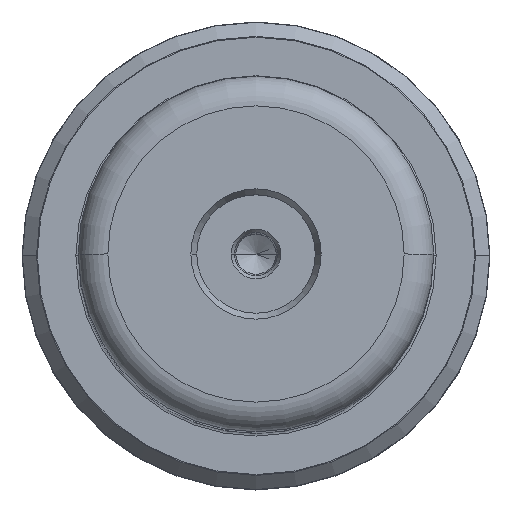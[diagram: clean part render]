
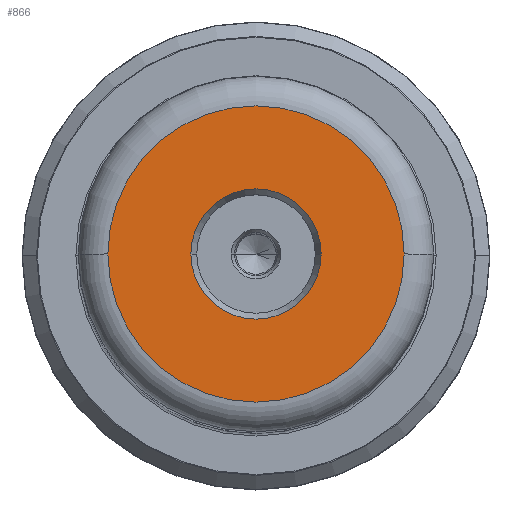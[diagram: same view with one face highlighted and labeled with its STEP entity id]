
A CAD part, top view. The second image highlights one B-rep face of the part: STEP entity #866.
In plain terms, the highlighted planar face has unit normal (0, 0, 1).
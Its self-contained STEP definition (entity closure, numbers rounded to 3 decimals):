
#47 = AXIS2_PLACEMENT_3D ( 'NONE', #164, #519, #3916 ) ;
#53 = EDGE_CURVE ( 'NONE', #1201, #2119, #3642, .T. ) ;
#59 = EDGE_LOOP ( 'NONE', ( #2392, #4043 ) ) ;
#97 = CARTESIAN_POINT ( 'NONE',  ( 0., 0., 242. ) ) ;
#164 = CARTESIAN_POINT ( 'NONE',  ( 0., 0., 242. ) ) ;
#372 = DIRECTION ( 'NONE',  ( 1., 0., 0. ) ) ;
#497 = PLANE ( 'NONE',  #2500 ) ;
#519 = DIRECTION ( 'NONE',  ( 0., 0., -1. ) ) ;
#564 = EDGE_LOOP ( 'NONE', ( #1627, #2014 ) ) ;
#795 = DIRECTION ( 'NONE',  ( 1., 0., 0. ) ) ;
#858 = FACE_OUTER_BOUND ( 'NONE', #59, .T. ) ;
#866 = ADVANCED_FACE ( 'NONE', ( #2169, #858 ), #497, .T. ) ;
#970 = VERTEX_POINT ( 'NONE', #1948 ) ;
#1201 = VERTEX_POINT ( 'NONE', #3056 ) ;
#1527 = DIRECTION ( 'NONE',  ( 1., 0., 0. ) ) ;
#1627 = ORIENTED_EDGE ( 'NONE', *, *, #1659, .T. ) ;
#1659 = EDGE_CURVE ( 'NONE', #970, #4108, #2476, .T. ) ;
#1686 = CIRCLE ( 'NONE', #2899, 25.017 ) ;
#1714 = CARTESIAN_POINT ( 'NONE',  ( 0., 0., 242. ) ) ;
#1716 = EDGE_CURVE ( 'NONE', #2119, #1201, #1686, .T. ) ;
#1948 = CARTESIAN_POINT ( 'NONE',  ( 11., 0., 242. ) ) ;
#2014 = ORIENTED_EDGE ( 'NONE', *, *, #3661, .T. ) ;
#2090 = DIRECTION ( 'NONE',  ( 0., 0., 1. ) ) ;
#2119 = VERTEX_POINT ( 'NONE', #3363 ) ;
#2169 = FACE_BOUND ( 'NONE', #564, .T. ) ;
#2258 = CARTESIAN_POINT ( 'NONE',  ( 0., 0., 242. ) ) ;
#2392 = ORIENTED_EDGE ( 'NONE', *, *, #1716, .T. ) ;
#2476 = CIRCLE ( 'NONE', #4041, 11. ) ;
#2500 = AXIS2_PLACEMENT_3D ( 'NONE', #2578, #3876, #795 ) ;
#2578 = CARTESIAN_POINT ( 'NONE',  ( 0., 0., 242. ) ) ;
#2875 = DIRECTION ( 'NONE',  ( 0., 0., -1. ) ) ;
#2899 = AXIS2_PLACEMENT_3D ( 'NONE', #1714, #2090, #372 ) ;
#3056 = CARTESIAN_POINT ( 'NONE',  ( -25.017, 0., 242. ) ) ;
#3261 = CIRCLE ( 'NONE', #47, 11. ) ;
#3287 = DIRECTION ( 'NONE',  ( 1., 0., 0. ) ) ;
#3363 = CARTESIAN_POINT ( 'NONE',  ( 25.017, 0., 242. ) ) ;
#3586 = DIRECTION ( 'NONE',  ( 0., 0., 1. ) ) ;
#3642 = CIRCLE ( 'NONE', #4201, 25.017 ) ;
#3661 = EDGE_CURVE ( 'NONE', #4108, #970, #3261, .T. ) ;
#3876 = DIRECTION ( 'NONE',  ( 0., 0., 1. ) ) ;
#3916 = DIRECTION ( 'NONE',  ( 1., 0., 0. ) ) ;
#3945 = CARTESIAN_POINT ( 'NONE',  ( -11., 0., 242. ) ) ;
#4041 = AXIS2_PLACEMENT_3D ( 'NONE', #97, #2875, #1527 ) ;
#4043 = ORIENTED_EDGE ( 'NONE', *, *, #53, .T. ) ;
#4108 = VERTEX_POINT ( 'NONE', #3945 ) ;
#4201 = AXIS2_PLACEMENT_3D ( 'NONE', #2258, #3586, #3287 ) ;
